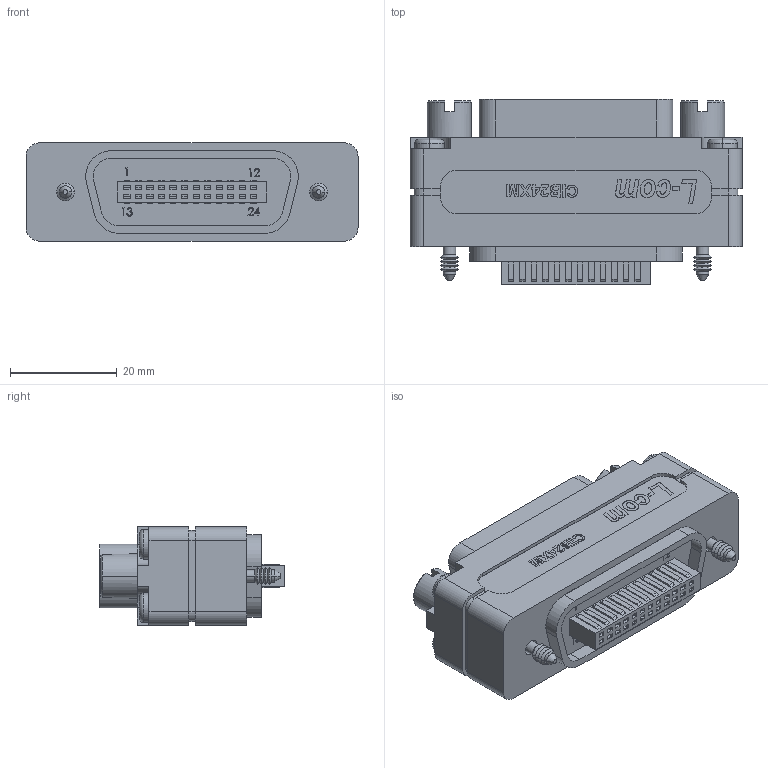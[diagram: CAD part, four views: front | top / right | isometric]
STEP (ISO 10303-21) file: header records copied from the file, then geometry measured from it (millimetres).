
FILE_DESCRIPTION (( 'STEP AP203' ), '1' );
FILE_NAME ('CIB24XM.STEP', '2006-06-23T18:22:27', ( 'lcom' ), ( 'lcom' ), 'SwSTEP 2.0', 'SolidWorks 2006004', '' );
FILE_SCHEMA (( 'CONFIG_CONTROL_DESIGN' ));
Products named in the file (7): CIB24XC; 3AA07-040; CIB24XM; CIB24XM-MA1; 3AA01-003_3AA01-003-375; 3AB05-007; 3AB05-018
Assembly tree (11 placements, depth 2):
  CIB24XM
    3AA01-003_3AA01-003-375  x4
    3AA07-040  x2
    CIB24XM-MA1  x2
    3AB05-007
    CIB24XC
    3AB05-018
Bounding box: 62.23 x 34.67 x 18.41 mm (x, y, z)
Volume: 26305.1 mm3; surface area: 15489 mm2
Topology: 11 solids, 11 shells, 1422 faces, 3628 edges, 2386 vertices
Faces by surface type: plane 1084, bspline 148, cylinder 104, cone 78, torus 8
Entity records: 41687 total; most frequent: CARTESIAN_POINT 13564, ORIENTED_EDGE 5836, DIRECTION 5040, EDGE_CURVE 2918, VECTOR 2542, LINE 2542, VERTEX_POINT 1931, EDGE_LOOP 1269
